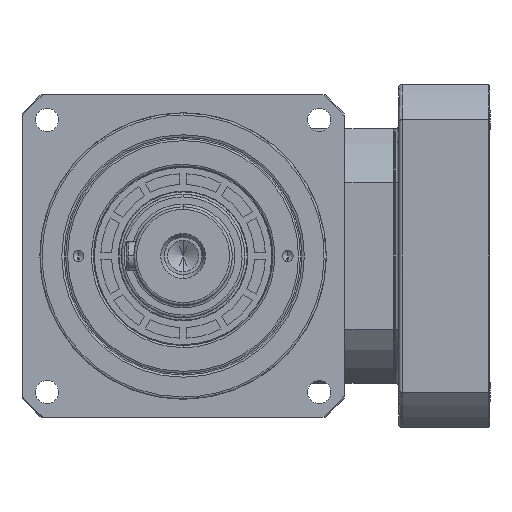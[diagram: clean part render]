
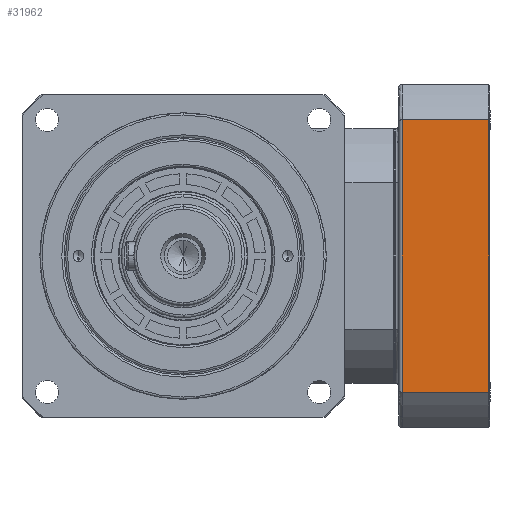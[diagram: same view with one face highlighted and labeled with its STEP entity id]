
A CAD part, left-side view. The second image highlights one B-rep face of the part: STEP entity #31962.
In plain terms, the highlighted face is planar.
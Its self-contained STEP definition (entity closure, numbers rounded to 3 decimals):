
#1167 = DIRECTION ( 'NONE',  ( 1., 0., 0. ) ) ;
#3378 = CARTESIAN_POINT ( 'NONE',  ( -58., 96., 76.094 ) ) ;
#3469 = CARTESIAN_POINT ( 'NONE',  ( -49., 96., 72.83 ) ) ;
#3602 = VERTEX_POINT ( 'NONE', #22130 ) ;
#4133 = EDGE_CURVE ( 'NONE', #3602, #29572, #18981, .T. ) ;
#7387 = ORIENTED_EDGE ( 'NONE', *, *, #17377, .T. ) ;
#10160 = VECTOR ( 'NONE', #20497, 1000. ) ;
#13375 = ORIENTED_EDGE ( 'NONE', *, *, #4133, .F. ) ;
#13868 = DIRECTION ( 'NONE',  ( 0., 0., 1. ) ) ;
#13930 = LINE ( 'NONE', #3378, #15150 ) ;
#15029 = DIRECTION ( 'NONE',  ( 0., 0., 1. ) ) ;
#15150 = VECTOR ( 'NONE', #1167, 1000. ) ;
#15302 = VERTEX_POINT ( 'NONE', #25968 ) ;
#15375 = LINE ( 'NONE', #25284, #10160 ) ;
#15640 = VECTOR ( 'NONE', #13868, 1000. ) ;
#17074 = ORIENTED_EDGE ( 'NONE', *, *, #31960, .T. ) ;
#17377 = EDGE_CURVE ( 'NONE', #3602, #31529, #26856, .T. ) ;
#17449 = CARTESIAN_POINT ( 'NONE',  ( -0.8, 96., -76.094 ) ) ;
#18365 = ORIENTED_EDGE ( 'NONE', *, *, #33692, .T. ) ;
#18981 = LINE ( 'NONE', #29405, #27942 ) ;
#20497 = DIRECTION ( 'NONE',  ( 0., 0., -1. ) ) ;
#21928 = CARTESIAN_POINT ( 'NONE',  ( -49., 96., 76.094 ) ) ;
#22130 = CARTESIAN_POINT ( 'NONE',  ( -49., 96., -76.094 ) ) ;
#23066 = FACE_OUTER_BOUND ( 'NONE', #28932, .T. ) ;
#24314 = AXIS2_PLACEMENT_3D ( 'NONE', #33484, #32811, #15029 ) ;
#25284 = CARTESIAN_POINT ( 'NONE',  ( -0.8, 96., -74.799 ) ) ;
#25968 = CARTESIAN_POINT ( 'NONE',  ( -0.8, 96., 76.094 ) ) ;
#26856 = LINE ( 'NONE', #3469, #15640 ) ;
#27166 = DIRECTION ( 'NONE',  ( 1., 0., 0. ) ) ;
#27838 = PLANE ( 'NONE',  #24314 ) ;
#27942 = VECTOR ( 'NONE', #27166, 1000. ) ;
#28932 = EDGE_LOOP ( 'NONE', ( #13375, #7387, #18365, #17074 ) ) ;
#29405 = CARTESIAN_POINT ( 'NONE',  ( -58., 96., -76.094 ) ) ;
#29572 = VERTEX_POINT ( 'NONE', #17449 ) ;
#31529 = VERTEX_POINT ( 'NONE', #21928 ) ;
#31960 = EDGE_CURVE ( 'NONE', #15302, #29572, #15375, .T. ) ;
#31962 = ADVANCED_FACE ( 'NONE', ( #23066 ), #27838, .T. ) ;
#32811 = DIRECTION ( 'NONE',  ( 0., 1., 0. ) ) ;
#33484 = CARTESIAN_POINT ( 'NONE',  ( -58., 96., 76.094 ) ) ;
#33692 = EDGE_CURVE ( 'NONE', #31529, #15302, #13930, .T. ) ;
